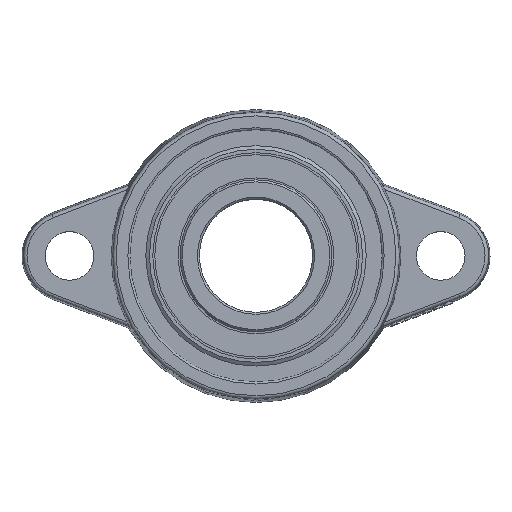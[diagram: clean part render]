
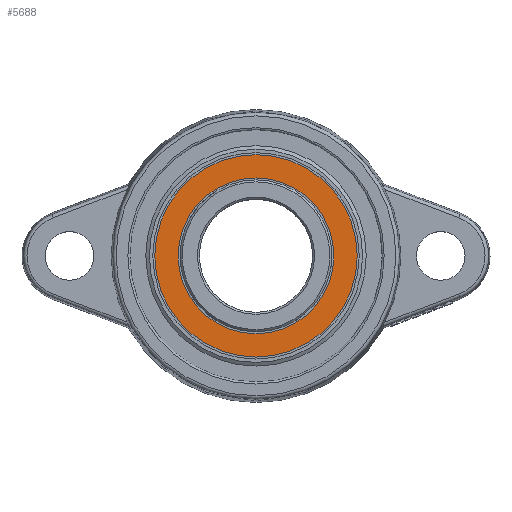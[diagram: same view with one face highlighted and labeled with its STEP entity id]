
A CAD part, top view. The second image highlights one B-rep face of the part: STEP entity #5688.
In plain terms, the highlighted planar face has unit normal (0, 0, 1).
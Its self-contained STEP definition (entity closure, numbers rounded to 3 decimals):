
#1463=FACE_BOUND($,#1829,.T.);
#1511=FACE_OUTER_BOUND($,#1828,.T.);
#1828=EDGE_LOOP($,(#3596));
#1829=EDGE_LOOP($,(#3597));
#2155=CIRCLE($,#6007,11.7);
#2156=CIRCLE($,#6009,15.2);
#2242=VERTEX_POINT($,#7979);
#2243=VERTEX_POINT($,#7982);
#2780=EDGE_CURVE($,#2242,#2242,#2155,.T.);
#2781=EDGE_CURVE($,#2243,#2243,#2156,.T.);
#3596=ORIENTED_EDGE($,*,*,#2781,.T.);
#3597=ORIENTED_EDGE($,*,*,#2780,.F.);
#5128=PLANE($,#6008);
#5688=ADVANCED_FACE($,(#1511,#1463),#5128,.T.);
#6007=AXIS2_PLACEMENT_3D($,#7980,#6410,#6411);
#6008=AXIS2_PLACEMENT_3D($,#7981,#6412,#6413);
#6009=AXIS2_PLACEMENT_3D($,#7983,#6414,#6415);
#6410=DIRECTION('center_axis',(0.,0.,1.));
#6411=DIRECTION('ref_axis',(-1.,0.,0.));
#6412=DIRECTION('center_axis',(0.,0.,1.));
#6413=DIRECTION('ref_axis',(0.,-1.,0.));
#6414=DIRECTION('center_axis',(0.,0.,1.));
#6415=DIRECTION('ref_axis',(1.,0.,0.));
#7979=CARTESIAN_POINT('',(-11.7,0.,4.4));
#7980=CARTESIAN_POINT('Origin',(0.,0.,4.4));
#7981=CARTESIAN_POINT('Origin',(0.,0.,4.4));
#7982=CARTESIAN_POINT('',(-15.2,0.,4.4));
#7983=CARTESIAN_POINT('Origin',(0.,0.,4.4));
